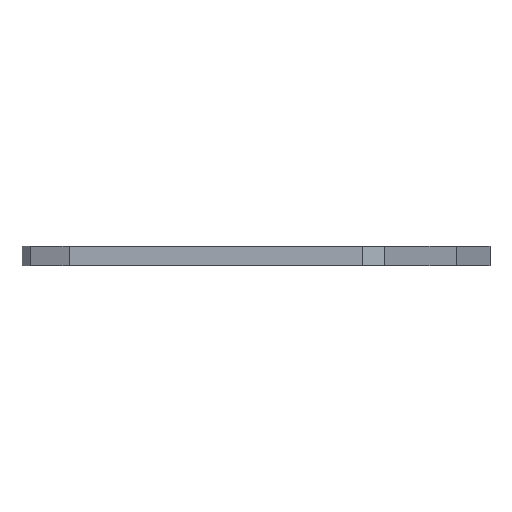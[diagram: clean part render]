
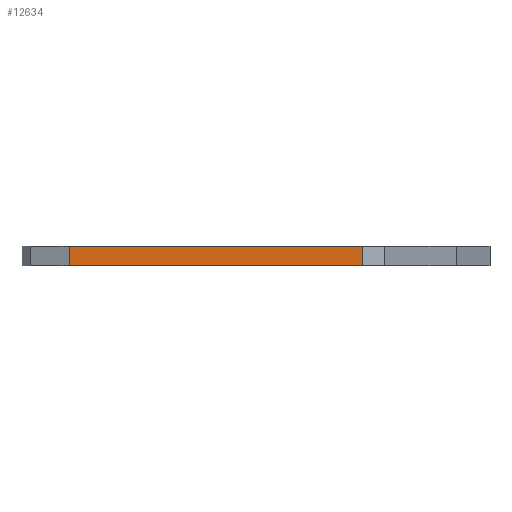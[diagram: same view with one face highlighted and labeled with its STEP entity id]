
A CAD part, left-side view. The second image highlights one B-rep face of the part: STEP entity #12634.
In plain terms, the highlighted planar face has unit normal (-1, 0, 0).
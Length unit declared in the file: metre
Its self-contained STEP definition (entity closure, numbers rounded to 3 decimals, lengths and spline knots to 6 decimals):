
#3809=ORIENTED_EDGE('',*,*,#5804,.T.);
#3810=ORIENTED_EDGE('',*,*,#5588,.F.);
#3811=ORIENTED_EDGE('',*,*,#5805,.F.);
#3812=ORIENTED_EDGE('',*,*,#5806,.T.);
#5588=EDGE_CURVE('',#6888,#6889,#7858,.T.);
#5804=EDGE_CURVE('',#7094,#6889,#7911,.T.);
#5805=EDGE_CURVE('',#7095,#6888,#7912,.T.);
#5806=EDGE_CURVE('',#7095,#7094,#7913,.T.);
#6888=VERTEX_POINT('',#20548);
#6889=VERTEX_POINT('',#20550);
#7094=VERTEX_POINT('',#20978);
#7095=VERTEX_POINT('',#20980);
#7858=LINE('',#20549,#8542);
#7911=LINE('',#20977,#8595);
#7912=LINE('',#20979,#8596);
#7913=LINE('',#20981,#8597);
#8542=VECTOR('',#16941,1.);
#8595=VECTOR('',#17334,1.);
#8596=VECTOR('',#17335,1.);
#8597=VECTOR('',#17336,1.);
#9794=EDGE_LOOP('',(#3809,#3810,#3811,#3812));
#11474=FACE_BOUND('',#9794,.T.);
#12161=PLANE('',#14022);
#12634=ADVANCED_FACE('',(#11474),#12161,.T.);
#14022=AXIS2_PLACEMENT_3D('',#20976,#17332,#17333);
#16941=DIRECTION('',(0.,-1.,0.));
#17332=DIRECTION('',(-1.,0.,0.));
#17333=DIRECTION('',(0.,0.,1.));
#17334=DIRECTION('',(0.,0.,1.));
#17335=DIRECTION('',(0.,0.,1.));
#17336=DIRECTION('',(0.,-1.,0.));
#20548=CARTESIAN_POINT('',(-0.072983,0.054476,0.00281));
#20549=CARTESIAN_POINT('',(-0.072983,0.010026,0.00281));
#20550=CARTESIAN_POINT('',(-0.072983,-0.034424,0.00281));
#20976=CARTESIAN_POINT('',(-0.072983,0.010026,-0.003175));
#20977=CARTESIAN_POINT('',(-0.072983,-0.034424,-0.003175));
#20978=CARTESIAN_POINT('',(-0.072983,-0.034424,-0.003175));
#20979=CARTESIAN_POINT('',(-0.072983,0.054476,-0.003175));
#20980=CARTESIAN_POINT('',(-0.072983,0.054476,-0.003175));
#20981=CARTESIAN_POINT('',(-0.072983,0.010026,-0.003175));
